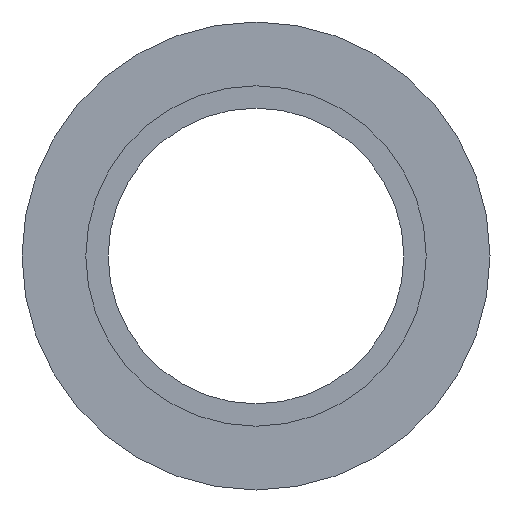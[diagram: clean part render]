
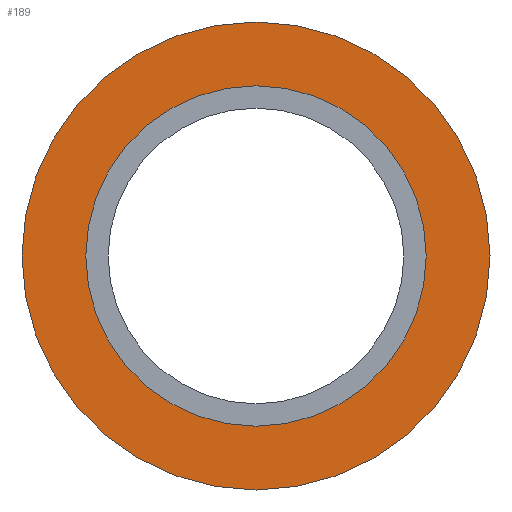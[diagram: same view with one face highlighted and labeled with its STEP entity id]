
A CAD part, left-side view. The second image highlights one B-rep face of the part: STEP entity #189.
In plain terms, the highlighted planar face has unit normal (-1, 0, 0).
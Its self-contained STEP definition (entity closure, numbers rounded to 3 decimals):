
#37 = CIRCLE ( 'NONE', #554, 11. ) ;
#39 = AXIS2_PLACEMENT_3D ( 'NONE', #283, #419, #231 ) ;
#67 = DIRECTION ( 'NONE',  ( 0., 0., 1. ) ) ;
#78 = CARTESIAN_POINT ( 'NONE',  ( -6.35, 8., 0. ) ) ;
#92 = VERTEX_POINT ( 'NONE', #234 ) ;
#122 = EDGE_CURVE ( 'NONE', #92, #382, #37, .T. ) ;
#128 = CARTESIAN_POINT ( 'NONE',  ( -6.35, 0., 11. ) ) ;
#135 = AXIS2_PLACEMENT_3D ( 'NONE', #460, #422, #456 ) ;
#139 = AXIS2_PLACEMENT_3D ( 'NONE', #371, #357, #420 ) ;
#152 = EDGE_CURVE ( 'NONE', #382, #92, #480, .T. ) ;
#163 = DIRECTION ( 'NONE',  ( -1., 0., 0. ) ) ;
#189 = ADVANCED_FACE ( 'NONE', ( #302, #437 ), #352, .T. ) ;
#229 = DIRECTION ( 'NONE',  ( 0., 0., -1. ) ) ;
#231 = DIRECTION ( 'NONE',  ( 0., 0., -1. ) ) ;
#234 = CARTESIAN_POINT ( 'NONE',  ( -6.35, 0., -11. ) ) ;
#260 = VERTEX_POINT ( 'NONE', #397 ) ;
#283 = CARTESIAN_POINT ( 'NONE',  ( -6.35, 0., 0. ) ) ;
#295 = CIRCLE ( 'NONE', #135, 8. ) ;
#302 = FACE_BOUND ( 'NONE', #405, .T. ) ;
#336 = EDGE_CURVE ( 'NONE', #260, #364, #440, .T. ) ;
#338 = ORIENTED_EDGE ( 'NONE', *, *, #336, .T. ) ;
#352 = PLANE ( 'NONE',  #412 ) ;
#357 = DIRECTION ( 'NONE',  ( 1., 0., 0. ) ) ;
#364 = VERTEX_POINT ( 'NONE', #518 ) ;
#369 = DIRECTION ( 'NONE',  ( 1., 0., 0. ) ) ;
#371 = CARTESIAN_POINT ( 'NONE',  ( -6.35, 0., 0. ) ) ;
#381 = EDGE_CURVE ( 'NONE', #364, #260, #295, .T. ) ;
#382 = VERTEX_POINT ( 'NONE', #128 ) ;
#390 = ORIENTED_EDGE ( 'NONE', *, *, #152, .F. ) ;
#397 = CARTESIAN_POINT ( 'NONE',  ( -6.35, 0., -8. ) ) ;
#405 = EDGE_LOOP ( 'NONE', ( #338, #533 ) ) ;
#410 = CARTESIAN_POINT ( 'NONE',  ( -6.35, 0., 0. ) ) ;
#412 = AXIS2_PLACEMENT_3D ( 'NONE', #78, #163, #67 ) ;
#419 = DIRECTION ( 'NONE',  ( 1., 0., 0. ) ) ;
#420 = DIRECTION ( 'NONE',  ( 0., 0., -1. ) ) ;
#422 = DIRECTION ( 'NONE',  ( 1., 0., 0. ) ) ;
#437 = FACE_OUTER_BOUND ( 'NONE', #492, .T. ) ;
#440 = CIRCLE ( 'NONE', #39, 8. ) ;
#456 = DIRECTION ( 'NONE',  ( 0., 0., -1. ) ) ;
#460 = CARTESIAN_POINT ( 'NONE',  ( -6.35, 0., 0. ) ) ;
#480 = CIRCLE ( 'NONE', #139, 11. ) ;
#492 = EDGE_LOOP ( 'NONE', ( #530, #390 ) ) ;
#518 = CARTESIAN_POINT ( 'NONE',  ( -6.35, 0., 8. ) ) ;
#530 = ORIENTED_EDGE ( 'NONE', *, *, #122, .F. ) ;
#533 = ORIENTED_EDGE ( 'NONE', *, *, #381, .T. ) ;
#554 = AXIS2_PLACEMENT_3D ( 'NONE', #410, #369, #229 ) ;
